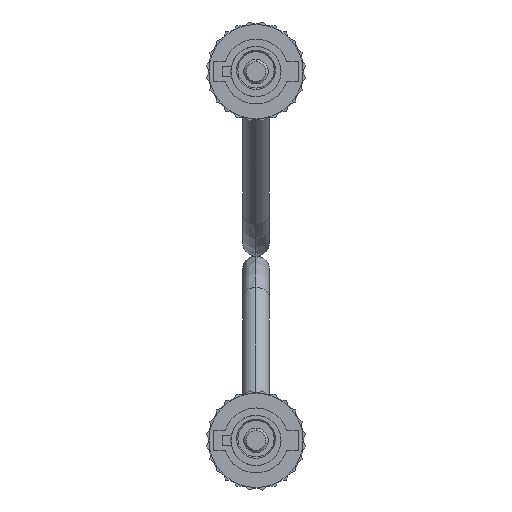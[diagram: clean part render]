
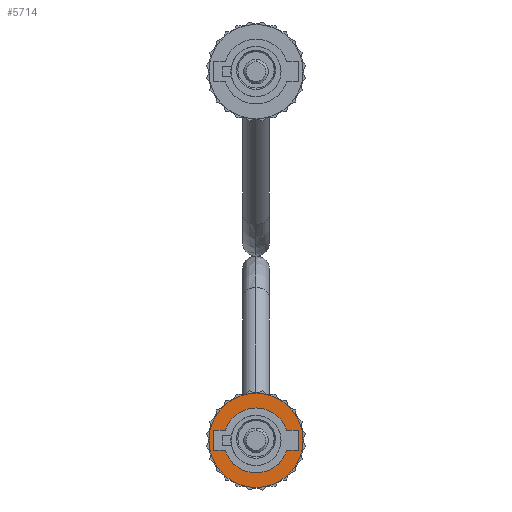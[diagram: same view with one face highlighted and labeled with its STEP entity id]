
A CAD part, front view. The second image highlights one B-rep face of the part: STEP entity #5714.
In plain terms, the highlighted face is planar.
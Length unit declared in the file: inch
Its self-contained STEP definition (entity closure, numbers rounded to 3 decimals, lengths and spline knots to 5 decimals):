
#4571 = EDGE_CURVE ( 'NONE', #4572, #4573, #16947, .T. ) ;
#4572 = VERTEX_POINT ( 'NONE', #17050 ) ;
#4573 = VERTEX_POINT ( 'NONE', #17049 ) ;
#4575 = ORIENTED_EDGE ( 'NONE', *, *, #4576, .F. ) ;
#4576 = EDGE_CURVE ( 'NONE', #5229, #4572, #17048, .T. ) ;
#4601 = EDGE_CURVE ( 'NONE', #5173, #5172, #17073, .T. ) ;
#4654 = ORIENTED_EDGE ( 'NONE', *, *, #5228, .F. ) ;
#4655 = ORIENTED_EDGE ( 'NONE', *, *, #4656, .F. ) ;
#4656 = EDGE_CURVE ( 'NONE', #4657, #5183, #17099, .T. ) ;
#4657 = VERTEX_POINT ( 'NONE', #17094 ) ;
#4659 = ORIENTED_EDGE ( 'NONE', *, *, #4661, .F. ) ;
#4661 = EDGE_CURVE ( 'NONE', #4663, #4657, #17093, .T. ) ;
#4663 = VERTEX_POINT ( 'NONE', #17085 ) ;
#5171 = EDGE_CURVE ( 'NONE', #5172, #5173, #18012, .T. ) ;
#5172 = VERTEX_POINT ( 'NONE', #17935 ) ;
#5173 = VERTEX_POINT ( 'NONE', #17947 ) ;
#5183 = VERTEX_POINT ( 'NONE', #17980 ) ;
#5228 = EDGE_CURVE ( 'NONE', #5183, #5229, #18057, .T. ) ;
#5229 = VERTEX_POINT ( 'NONE', #18091 ) ;
#5295 = ORIENTED_EDGE ( 'NONE', *, *, #5751, .F. ) ;
#5297 = ORIENTED_EDGE ( 'NONE', *, *, #5311, .F. ) ;
#5305 = ORIENTED_EDGE ( 'NONE', *, *, #5309, .F. ) ;
#5307 = ORIENTED_EDGE ( 'NONE', *, *, #4601, .T. ) ;
#5309 = EDGE_CURVE ( 'NONE', #5313, #5425, #18204, .T. ) ;
#5311 = EDGE_CURVE ( 'NONE', #5425, #4663, #18148, .T. ) ;
#5313 = VERTEX_POINT ( 'NONE', #18131 ) ;
#5323 = ORIENTED_EDGE ( 'NONE', *, *, #4571, .F. ) ;
#5422 = ORIENTED_EDGE ( 'NONE', *, *, #5423, .F. ) ;
#5423 = EDGE_CURVE ( 'NONE', #5639, #5313, #18344, .T. ) ;
#5425 = VERTEX_POINT ( 'NONE', #18311 ) ;
#5530 = EDGE_LOOP ( 'NONE', ( #5323, #4575, #4654, #4655, #4659, #5297, #5305, #5422, #5295 ) ) ;
#5536 = ORIENTED_EDGE ( 'NONE', *, *, #5171, .T. ) ;
#5639 = VERTEX_POINT ( 'NONE', #18580 ) ;
#5714 = ADVANCED_FACE ( 'NONE', ( #18747, #18771 ), #18770, .T. ) ;
#5751 = EDGE_CURVE ( 'NONE', #4573, #5639, #18802, .T. ) ;
#5754 = EDGE_LOOP ( 'NONE', ( #5307, #5536 ) ) ;
#16945 = VECTOR ( 'NONE', #17051, 39.37008 ) ;
#16946 = CARTESIAN_POINT ( 'NONE',  ( 0.1725, 0.45, -0.041 ) ) ;
#16947 = LINE ( 'NONE', #16946, #16945 ) ;
#17045 = DIRECTION ( 'NONE',  ( 1., 0., 0. ) ) ;
#17046 = VECTOR ( 'NONE', #17045, 39.37008 ) ;
#17047 = CARTESIAN_POINT ( 'NONE',  ( 0.1725, 0.45, 0.041 ) ) ;
#17048 = LINE ( 'NONE', #17047, #17046 ) ;
#17049 = CARTESIAN_POINT ( 'NONE',  ( 0.1725, 0.45, -0.041 ) ) ;
#17050 = CARTESIAN_POINT ( 'NONE',  ( 0.1725, 0.45, 0.041 ) ) ;
#17051 = DIRECTION ( 'NONE',  ( 0., 0., -1. ) ) ;
#17070 = DIRECTION ( 'NONE',  ( 0., 1., 0. ) ) ;
#17071 = CARTESIAN_POINT ( 'NONE',  ( 0., 0.45, 0. ) ) ;
#17072 = AXIS2_PLACEMENT_3D ( 'NONE', #17071, #17070, #17185 ) ;
#17073 = CIRCLE ( 'NONE', #17072, 0.1925 ) ;
#17085 = CARTESIAN_POINT ( 'NONE',  ( -0.1725, 0.45, 0.041 ) ) ;
#17090 = DIRECTION ( 'NONE',  ( 1., 0., 0. ) ) ;
#17091 = VECTOR ( 'NONE', #17090, 39.37008 ) ;
#17092 = CARTESIAN_POINT ( 'NONE',  ( -0.126, 0.45, 0.041 ) ) ;
#17093 = LINE ( 'NONE', #17092, #17091 ) ;
#17094 = CARTESIAN_POINT ( 'NONE',  ( -0.126, 0.45, 0.041 ) ) ;
#17095 = DIRECTION ( 'NONE',  ( 0., 0., 1. ) ) ;
#17096 = DIRECTION ( 'NONE',  ( 0., 1., 0. ) ) ;
#17097 = CARTESIAN_POINT ( 'NONE',  ( 0., 0.45, 0. ) ) ;
#17098 = AXIS2_PLACEMENT_3D ( 'NONE', #17097, #17096, #17095 ) ;
#17099 = CIRCLE ( 'NONE', #17098, 0.1325 ) ;
#17185 = DIRECTION ( 'NONE',  ( 0., 0., 1. ) ) ;
#17935 = CARTESIAN_POINT ( 'NONE',  ( 0., 0.45, 0.1925 ) ) ;
#17936 = DIRECTION ( 'NONE',  ( 0., 0., 1. ) ) ;
#17937 = DIRECTION ( 'NONE',  ( 0., 1., 0. ) ) ;
#17938 = CARTESIAN_POINT ( 'NONE',  ( 0., 0.45, 0. ) ) ;
#17939 = AXIS2_PLACEMENT_3D ( 'NONE', #17938, #17937, #17936 ) ;
#17947 = CARTESIAN_POINT ( 'NONE',  ( 0., 0.45, -0.1925 ) ) ;
#17980 = CARTESIAN_POINT ( 'NONE',  ( 0., 0.45, 0.1325 ) ) ;
#18012 = CIRCLE ( 'NONE', #17939, 0.1925 ) ;
#18054 = DIRECTION ( 'NONE',  ( 0., 1., 0. ) ) ;
#18055 = CARTESIAN_POINT ( 'NONE',  ( 0., 0.45, 0. ) ) ;
#18056 = AXIS2_PLACEMENT_3D ( 'NONE', #18055, #18054, #18093 ) ;
#18057 = CIRCLE ( 'NONE', #18056, 0.1325 ) ;
#18091 = CARTESIAN_POINT ( 'NONE',  ( 0.126, 0.45, 0.041 ) ) ;
#18093 = DIRECTION ( 'NONE',  ( 0., 0., 1. ) ) ;
#18124 = VECTOR ( 'NONE', #18127, 39.37008 ) ;
#18125 = CARTESIAN_POINT ( 'NONE',  ( -0.126, 0.45, -0.041 ) ) ;
#18127 = DIRECTION ( 'NONE',  ( -1., 0., 0. ) ) ;
#18131 = CARTESIAN_POINT ( 'NONE',  ( -0.126, 0.45, -0.041 ) ) ;
#18145 = DIRECTION ( 'NONE',  ( 0., 0., 1. ) ) ;
#18146 = VECTOR ( 'NONE', #18145, 39.37008 ) ;
#18147 = CARTESIAN_POINT ( 'NONE',  ( -0.1725, 0.45, -0.041 ) ) ;
#18148 = LINE ( 'NONE', #18147, #18146 ) ;
#18204 = LINE ( 'NONE', #18125, #18124 ) ;
#18272 = AXIS2_PLACEMENT_3D ( 'NONE', #18314, #18313, #18312 ) ;
#18311 = CARTESIAN_POINT ( 'NONE',  ( -0.1725, 0.45, -0.041 ) ) ;
#18312 = DIRECTION ( 'NONE',  ( 0., 0., 1. ) ) ;
#18313 = DIRECTION ( 'NONE',  ( 0., 1., 0. ) ) ;
#18314 = CARTESIAN_POINT ( 'NONE',  ( 0., 0.45, 0. ) ) ;
#18344 = CIRCLE ( 'NONE', #18272, 0.1325 ) ;
#18580 = CARTESIAN_POINT ( 'NONE',  ( 0.126, 0.45, -0.041 ) ) ;
#18729 = DIRECTION ( 'NONE',  ( 0., 0., 1. ) ) ;
#18730 = DIRECTION ( 'NONE',  ( 0., 1., 0. ) ) ;
#18731 = CARTESIAN_POINT ( 'NONE',  ( 0., 0.45, 0. ) ) ;
#18732 = AXIS2_PLACEMENT_3D ( 'NONE', #18731, #18730, #18729 ) ;
#18747 = FACE_BOUND ( 'NONE', #5530, .T. ) ;
#18770 = PLANE ( 'NONE',  #18732 ) ;
#18771 = FACE_OUTER_BOUND ( 'NONE', #5754, .T. ) ;
#18799 = DIRECTION ( 'NONE',  ( -1., 0., 0. ) ) ;
#18800 = VECTOR ( 'NONE', #18799, 39.37008 ) ;
#18801 = CARTESIAN_POINT ( 'NONE',  ( 0.1725, 0.45, -0.041 ) ) ;
#18802 = LINE ( 'NONE', #18801, #18800 ) ;
